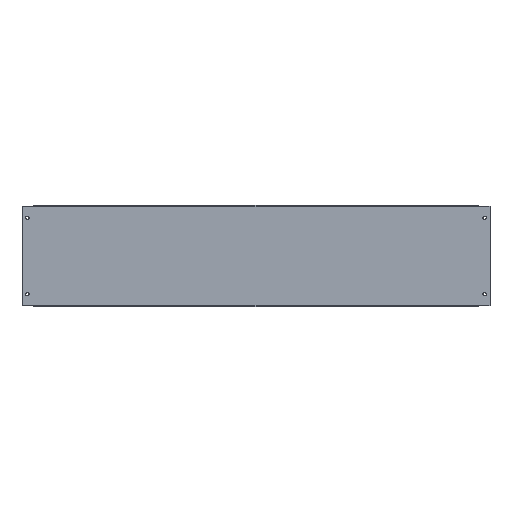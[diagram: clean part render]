
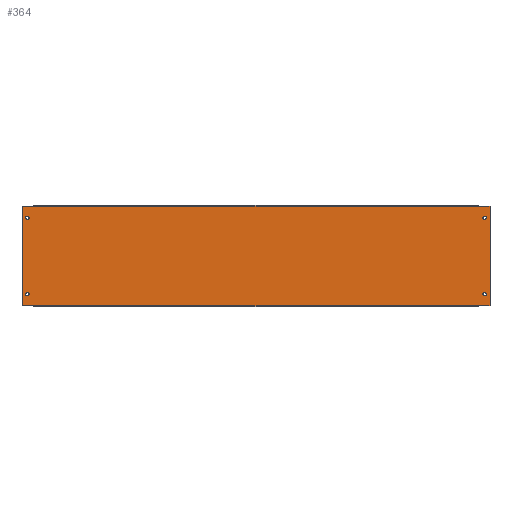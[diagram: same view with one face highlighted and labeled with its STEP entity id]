
A CAD part, top view. The second image highlights one B-rep face of the part: STEP entity #364.
In plain terms, the highlighted planar face has unit normal (0, 0, 1).
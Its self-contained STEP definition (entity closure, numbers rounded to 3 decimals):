
#8 = DIRECTION ( 'NONE',  ( 0., 0., -1. ) ) ;
#21 = DIRECTION ( 'NONE',  ( 0., 1., 0. ) ) ;
#32 = FACE_BOUND ( 'NONE', #56, .T. ) ;
#40 = LINE ( 'NONE', #628, #451 ) ;
#56 = EDGE_LOOP ( 'NONE', ( #592, #208 ) ) ;
#61 = AXIS2_PLACEMENT_3D ( 'NONE', #358, #667, #679 ) ;
#62 = ORIENTED_EDGE ( 'NONE', *, *, #831, .T. ) ;
#77 = AXIS2_PLACEMENT_3D ( 'NONE', #994, #332, #902 ) ;
#86 = CARTESIAN_POINT ( 'NONE',  ( 7.35, 172.5, 0. ) ) ;
#87 = FACE_BOUND ( 'NONE', #345, .T. ) ;
#94 = ORIENTED_EDGE ( 'NONE', *, *, #119, .F. ) ;
#105 = VERTEX_POINT ( 'NONE', #203 ) ;
#107 = EDGE_CURVE ( 'NONE', #479, #105, #40, .T. ) ;
#119 = EDGE_CURVE ( 'NONE', #839, #570, #848, .T. ) ;
#121 = VERTEX_POINT ( 'NONE', #123 ) ;
#122 = DIRECTION ( 'NONE',  ( 0., 0., -1. ) ) ;
#123 = CARTESIAN_POINT ( 'NONE',  ( 0., 195., 0. ) ) ;
#125 = ORIENTED_EDGE ( 'NONE', *, *, #1008, .T. ) ;
#136 = CARTESIAN_POINT ( 'NONE',  ( 909.65, 22.5, 0. ) ) ;
#149 = DIRECTION ( 'NONE',  ( -1., 0., 0. ) ) ;
#150 = CARTESIAN_POINT ( 'NONE',  ( 13.85, 172.5, 0. ) ) ;
#154 = LINE ( 'NONE', #652, #1002 ) ;
#165 = CARTESIAN_POINT ( 'NONE',  ( 7.35, 22.5, 0. ) ) ;
#185 = VECTOR ( 'NONE', #346, 1000. ) ;
#187 = PLANE ( 'NONE',  #624 ) ;
#200 = AXIS2_PLACEMENT_3D ( 'NONE', #650, #638, #1038 ) ;
#201 = EDGE_CURVE ( 'NONE', #651, #840, #367, .T. ) ;
#203 = CARTESIAN_POINT ( 'NONE',  ( 893.5, 195., 0. ) ) ;
#205 = CARTESIAN_POINT ( 'NONE',  ( 906.4, 172.5, 0. ) ) ;
#208 = ORIENTED_EDGE ( 'NONE', *, *, #387, .T. ) ;
#211 = CARTESIAN_POINT ( 'NONE',  ( 893.5, 0., 0. ) ) ;
#214 = DIRECTION ( 'NONE',  ( -1., 0., 0. ) ) ;
#219 = DIRECTION ( 'NONE',  ( 0., 0., -1. ) ) ;
#231 = CARTESIAN_POINT ( 'NONE',  ( 10.6, 172.5, 0. ) ) ;
#234 = ORIENTED_EDGE ( 'NONE', *, *, #950, .F. ) ;
#248 = ORIENTED_EDGE ( 'NONE', *, *, #392, .T. ) ;
#253 = FACE_BOUND ( 'NONE', #826, .T. ) ;
#272 = FACE_OUTER_BOUND ( 'NONE', #845, .T. ) ;
#280 = CARTESIAN_POINT ( 'NONE',  ( 893.5, 0., 0. ) ) ;
#286 = CIRCLE ( 'NONE', #575, 3.25 ) ;
#293 = DIRECTION ( 'NONE',  ( 1., 0., 0. ) ) ;
#303 = EDGE_CURVE ( 'NONE', #608, #460, #1015, .T. ) ;
#305 = CARTESIAN_POINT ( 'NONE',  ( 0., 0., 0. ) ) ;
#332 = DIRECTION ( 'NONE',  ( 0., 0., -1. ) ) ;
#336 = CIRCLE ( 'NONE', #61, 3.25 ) ;
#339 = ORIENTED_EDGE ( 'NONE', *, *, #649, .T. ) ;
#345 = EDGE_LOOP ( 'NONE', ( #521, #465 ) ) ;
#346 = DIRECTION ( 'NONE',  ( 1., 0., 0. ) ) ;
#347 = EDGE_CURVE ( 'NONE', #538, #479, #989, .T. ) ;
#352 = DIRECTION ( 'NONE',  ( -1., 0., 0. ) ) ;
#354 = FACE_BOUND ( 'NONE', #516, .T. ) ;
#358 = CARTESIAN_POINT ( 'NONE',  ( 906.4, 22.5, 0. ) ) ;
#364 = ADVANCED_FACE ( 'NONE', ( #87, #32, #354, #253, #272 ), #187, .F. ) ;
#367 = CIRCLE ( 'NONE', #200, 3.25 ) ;
#376 = ORIENTED_EDGE ( 'NONE', *, *, #201, .T. ) ;
#387 = EDGE_CURVE ( 'NONE', #1050, #581, #690, .T. ) ;
#392 = EDGE_CURVE ( 'NONE', #840, #651, #932, .T. ) ;
#400 = AXIS2_PLACEMENT_3D ( 'NONE', #231, #1048, #733 ) ;
#408 = ORIENTED_EDGE ( 'NONE', *, *, #347, .T. ) ;
#412 = CARTESIAN_POINT ( 'NONE',  ( 917., 0., 0. ) ) ;
#439 = CARTESIAN_POINT ( 'NONE',  ( 0., 0., 0. ) ) ;
#440 = AXIS2_PLACEMENT_3D ( 'NONE', #606, #921, #352 ) ;
#447 = DIRECTION ( 'NONE',  ( -1., 0., 0. ) ) ;
#451 = VECTOR ( 'NONE', #548, 1000. ) ;
#460 = VERTEX_POINT ( 'NONE', #150 ) ;
#465 = ORIENTED_EDGE ( 'NONE', *, *, #738, .T. ) ;
#477 = CARTESIAN_POINT ( 'NONE',  ( 0., 195., 0. ) ) ;
#479 = VERTEX_POINT ( 'NONE', #708 ) ;
#493 = CARTESIAN_POINT ( 'NONE',  ( 903.15, 22.5, 0. ) ) ;
#508 = AXIS2_PLACEMENT_3D ( 'NONE', #205, #122, #913 ) ;
#512 = ORIENTED_EDGE ( 'NONE', *, *, #531, .T. ) ;
#516 = EDGE_LOOP ( 'NONE', ( #376, #248 ) ) ;
#521 = ORIENTED_EDGE ( 'NONE', *, *, #303, .T. ) ;
#531 = EDGE_CURVE ( 'NONE', #654, #121, #873, .T. ) ;
#538 = VERTEX_POINT ( 'NONE', #942 ) ;
#548 = DIRECTION ( 'NONE',  ( -1., 0., 0. ) ) ;
#554 = ORIENTED_EDGE ( 'NONE', *, *, #800, .T. ) ;
#570 = VERTEX_POINT ( 'NONE', #900 ) ;
#575 = AXIS2_PLACEMENT_3D ( 'NONE', #1035, #219, #149 ) ;
#577 = CARTESIAN_POINT ( 'NONE',  ( 909.65, 172.5, 0. ) ) ;
#580 = DIRECTION ( 'NONE',  ( 0., 0., -1. ) ) ;
#581 = VERTEX_POINT ( 'NONE', #748 ) ;
#589 = LINE ( 'NONE', #439, #185 ) ;
#591 = VECTOR ( 'NONE', #214, 1000. ) ;
#592 = ORIENTED_EDGE ( 'NONE', *, *, #868, .T. ) ;
#596 = DIRECTION ( 'NONE',  ( -1., 0., 0. ) ) ;
#606 = CARTESIAN_POINT ( 'NONE',  ( 10.6, 172.5, 0. ) ) ;
#608 = VERTEX_POINT ( 'NONE', #86 ) ;
#613 = VERTEX_POINT ( 'NONE', #493 ) ;
#624 = AXIS2_PLACEMENT_3D ( 'NONE', #680, #580, #596 ) ;
#628 = CARTESIAN_POINT ( 'NONE',  ( 0., 195., 0. ) ) ;
#638 = DIRECTION ( 'NONE',  ( 0., 0., -1. ) ) ;
#649 = EDGE_CURVE ( 'NONE', #121, #883, #154, .T. ) ;
#650 = CARTESIAN_POINT ( 'NONE',  ( 10.6, 22.5, 0. ) ) ;
#651 = VERTEX_POINT ( 'NONE', #165 ) ;
#652 = CARTESIAN_POINT ( 'NONE',  ( 0., 0., 0. ) ) ;
#654 = VERTEX_POINT ( 'NONE', #808 ) ;
#667 = DIRECTION ( 'NONE',  ( 0., 0., -1. ) ) ;
#679 = DIRECTION ( 'NONE',  ( -1., 0., 0. ) ) ;
#680 = CARTESIAN_POINT ( 'NONE',  ( 0., 0., 0. ) ) ;
#690 = CIRCLE ( 'NONE', #842, 3.25 ) ;
#697 = LINE ( 'NONE', #305, #968 ) ;
#706 = CARTESIAN_POINT ( 'NONE',  ( 0., 0., 0. ) ) ;
#708 = CARTESIAN_POINT ( 'NONE',  ( 917., 195., 0. ) ) ;
#709 = VECTOR ( 'NONE', #293, 1000. ) ;
#713 = DIRECTION ( 'NONE',  ( 1., 0., 0. ) ) ;
#733 = DIRECTION ( 'NONE',  ( -1., 0., 0. ) ) ;
#734 = ORIENTED_EDGE ( 'NONE', *, *, #892, .T. ) ;
#737 = CARTESIAN_POINT ( 'NONE',  ( 906.4, 172.5, 0. ) ) ;
#738 = EDGE_CURVE ( 'NONE', #460, #608, #915, .T. ) ;
#748 = CARTESIAN_POINT ( 'NONE',  ( 903.15, 172.5, 0. ) ) ;
#800 = EDGE_CURVE ( 'NONE', #991, #613, #336, .T. ) ;
#808 = CARTESIAN_POINT ( 'NONE',  ( 23.5, 195., 0. ) ) ;
#826 = EDGE_LOOP ( 'NONE', ( #734, #554 ) ) ;
#827 = DIRECTION ( 'NONE',  ( 0., -1., 0. ) ) ;
#831 = EDGE_CURVE ( 'NONE', #883, #570, #589, .T. ) ;
#839 = VERTEX_POINT ( 'NONE', #280 ) ;
#840 = VERTEX_POINT ( 'NONE', #930 ) ;
#842 = AXIS2_PLACEMENT_3D ( 'NONE', #737, #8, #908 ) ;
#845 = EDGE_LOOP ( 'NONE', ( #339, #62, #94, #125, #408, #849, #234, #512 ) ) ;
#848 = LINE ( 'NONE', #211, #855 ) ;
#849 = ORIENTED_EDGE ( 'NONE', *, *, #107, .T. ) ;
#855 = VECTOR ( 'NONE', #447, 1000. ) ;
#868 = EDGE_CURVE ( 'NONE', #581, #1050, #953, .T. ) ;
#873 = LINE ( 'NONE', #477, #591 ) ;
#883 = VERTEX_POINT ( 'NONE', #706 ) ;
#892 = EDGE_CURVE ( 'NONE', #613, #991, #286, .T. ) ;
#900 = CARTESIAN_POINT ( 'NONE',  ( 23.5, 0., 0. ) ) ;
#902 = DIRECTION ( 'NONE',  ( -1., 0., 0. ) ) ;
#908 = DIRECTION ( 'NONE',  ( -1., 0., 0. ) ) ;
#913 = DIRECTION ( 'NONE',  ( -1., 0., 0. ) ) ;
#915 = CIRCLE ( 'NONE', #440, 3.25 ) ;
#921 = DIRECTION ( 'NONE',  ( 0., 0., -1. ) ) ;
#930 = CARTESIAN_POINT ( 'NONE',  ( 13.85, 22.5, 0. ) ) ;
#932 = CIRCLE ( 'NONE', #77, 3.25 ) ;
#942 = CARTESIAN_POINT ( 'NONE',  ( 917., 0., 0. ) ) ;
#950 = EDGE_CURVE ( 'NONE', #654, #105, #961, .T. ) ;
#953 = CIRCLE ( 'NONE', #508, 3.25 ) ;
#961 = LINE ( 'NONE', #1024, #709 ) ;
#968 = VECTOR ( 'NONE', #713, 1000. ) ;
#989 = LINE ( 'NONE', #412, #999 ) ;
#991 = VERTEX_POINT ( 'NONE', #136 ) ;
#994 = CARTESIAN_POINT ( 'NONE',  ( 10.6, 22.5, 0. ) ) ;
#999 = VECTOR ( 'NONE', #21, 1000. ) ;
#1002 = VECTOR ( 'NONE', #827, 1000. ) ;
#1008 = EDGE_CURVE ( 'NONE', #839, #538, #697, .T. ) ;
#1015 = CIRCLE ( 'NONE', #400, 3.25 ) ;
#1024 = CARTESIAN_POINT ( 'NONE',  ( 23.5, 195., 0. ) ) ;
#1035 = CARTESIAN_POINT ( 'NONE',  ( 906.4, 22.5, 0. ) ) ;
#1038 = DIRECTION ( 'NONE',  ( -1., 0., 0. ) ) ;
#1048 = DIRECTION ( 'NONE',  ( 0., 0., -1. ) ) ;
#1050 = VERTEX_POINT ( 'NONE', #577 ) ;
